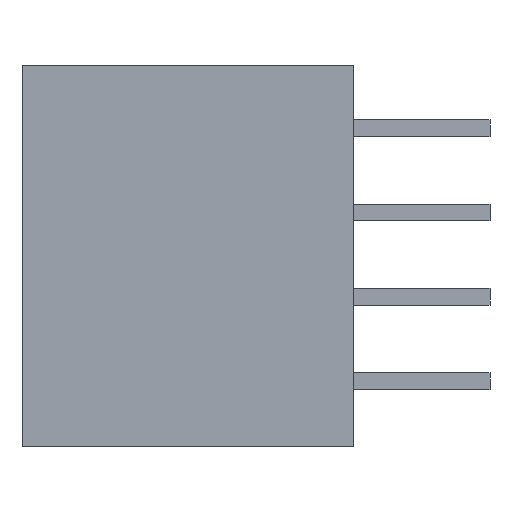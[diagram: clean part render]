
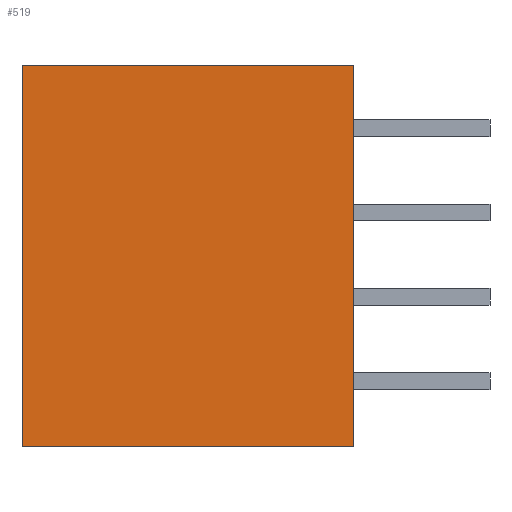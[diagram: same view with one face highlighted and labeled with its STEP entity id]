
A CAD part, left-side view. The second image highlights one B-rep face of the part: STEP entity #519.
In plain terms, the highlighted planar face has unit normal (-1, 0, 0).
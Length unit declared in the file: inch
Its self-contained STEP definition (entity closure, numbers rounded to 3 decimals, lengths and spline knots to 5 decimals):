
#42=PLANE('',#571);
#92=FACE_OUTER_BOUND('',#121,.T.);
#121=EDGE_LOOP('',(#462,#463,#464,#465));
#184=LINE('',#828,#245);
#185=LINE('',#831,#246);
#186=LINE('',#833,#247);
#187=LINE('',#834,#248);
#245=VECTOR('',#688,0.3937);
#246=VECTOR('',#691,0.3937);
#247=VECTOR('',#692,0.3937);
#248=VECTOR('',#693,0.3937);
#295=VERTEX_POINT('',#824);
#296=VERTEX_POINT('',#826);
#297=VERTEX_POINT('',#830);
#298=VERTEX_POINT('',#832);
#358=EDGE_CURVE('',#295,#296,#184,.T.);
#359=EDGE_CURVE('',#297,#295,#185,.T.);
#360=EDGE_CURVE('',#298,#296,#186,.T.);
#361=EDGE_CURVE('',#297,#298,#187,.T.);
#462=ORIENTED_EDGE('',*,*,#359,.T.);
#463=ORIENTED_EDGE('',*,*,#358,.T.);
#464=ORIENTED_EDGE('',*,*,#360,.F.);
#465=ORIENTED_EDGE('',*,*,#361,.F.);
#519=ADVANCED_FACE('',(#92),#42,.T.);
#571=AXIS2_PLACEMENT_3D('',#829,#689,#690);
#688=DIRECTION('',(0.,1.,0.));
#689=DIRECTION('center_axis',(-1.,0.,0.));
#690=DIRECTION('ref_axis',(0.,0.,1.));
#691=DIRECTION('',(0.,0.,1.));
#692=DIRECTION('',(0.,0.,1.));
#693=DIRECTION('',(0.,1.,0.));
#824=CARTESIAN_POINT('',(-0.11811,0.,0.22638));
#826=CARTESIAN_POINT('',(-0.11811,0.3937,0.22638));
#828=CARTESIAN_POINT('',(-0.11811,0.,0.22638));
#829=CARTESIAN_POINT('Origin',(-0.11811,0.,-0.22638));
#830=CARTESIAN_POINT('',(-0.11811,0.,-0.22638));
#831=CARTESIAN_POINT('',(-0.11811,0.,-0.22638));
#832=CARTESIAN_POINT('',(-0.11811,0.3937,-0.22638));
#833=CARTESIAN_POINT('',(-0.11811,0.3937,-0.22638));
#834=CARTESIAN_POINT('',(-0.11811,0.,-0.22638));
